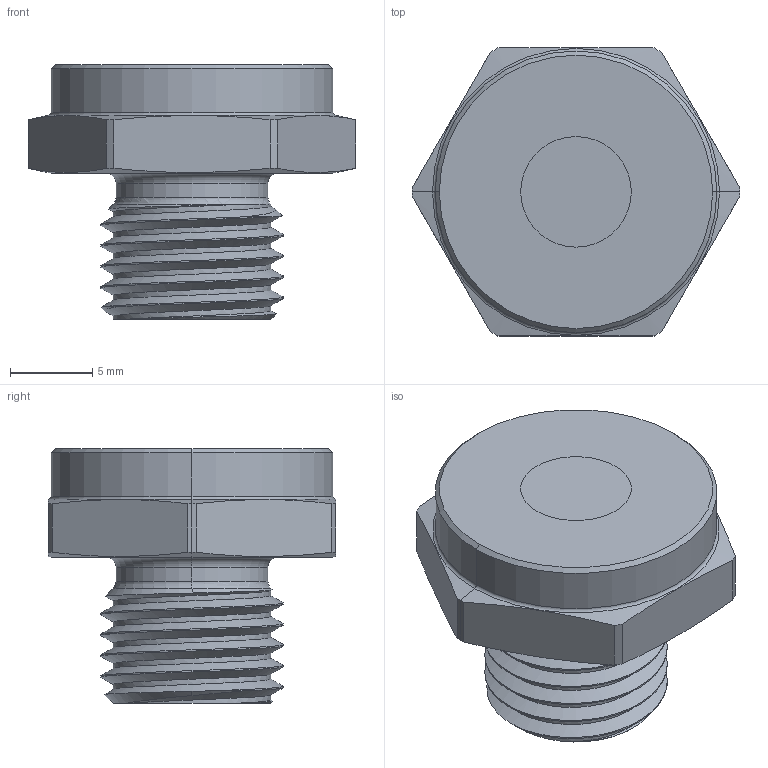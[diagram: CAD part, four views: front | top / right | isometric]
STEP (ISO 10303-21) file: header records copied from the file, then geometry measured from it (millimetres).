
FILE_DESCRIPTION (( 'STEP AP214' ), '1' );
FILE_NAME ('403097.step', '2013-08-19T22:22:11', ( '' ), ( '' ), 'SwSTEP 2.0', 'SolidWorks 2012', '' );
FILE_SCHEMA (( 'AUTOMOTIVE_DESIGN' ));
Length unit declared in the file: inch
Products named in the file (1): 403097
Bounding box: 19.93 x 17.53 x 15.49 mm (x, y, z)
Volume: 1870.9 mm3; surface area: 1684.6 mm2
Topology: 2 solids, 2 shells, 56 faces, 138 edges, 87 vertices
Faces by surface type: cylinder 24, cone 12, plane 11, torus 6, bspline 3
Entity records: 2855 total; most frequent: CARTESIAN_POINT 1554, ORIENTED_EDGE 276, DIRECTION 251, EDGE_CURVE 138, AXIS2_PLACEMENT_3D 106, VERTEX_POINT 87, EDGE_LOOP 59, FACE_OUTER_BOUND 56
